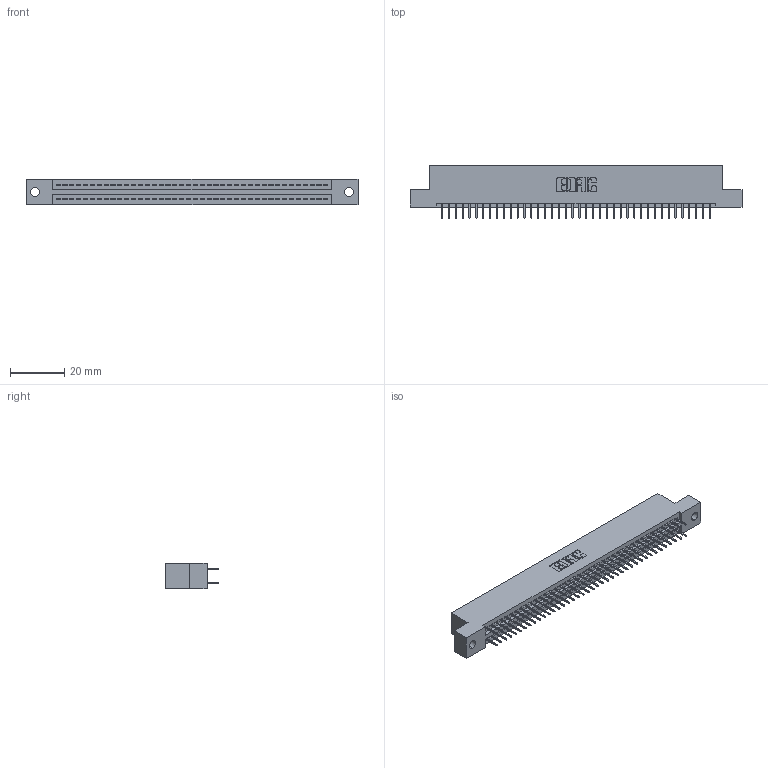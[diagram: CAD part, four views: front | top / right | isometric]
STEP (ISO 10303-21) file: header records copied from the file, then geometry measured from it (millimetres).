
FILE_DESCRIPTION (( 'STEP AP203' ), '1' );
FILE_NAME ('395-080-524-202.STEP', '2018-11-28T03:29:41', ( '' ), ( '' ), 'SwSTEP 2.0', 'SolidWorks 2016', '' );
FILE_SCHEMA (( 'CONFIG_CONTROL_DESIGN' ));
Length unit declared in the file: inch
Products named in the file (3): 345 Part_Flush Mounting Lugs - 0.128 Dia; 395-080-524-202; 345-292-001_345-293-124
Assembly tree (81 placements, depth 2):
  395-080-524-202
    345 Part_Flush Mounting Lugs - 0.128 Dia
    345-292-001_345-293-124  x80
Bounding box: 122.81 x 19.35 x 9.4 mm (x, y, z)
Volume: 11753.5 mm3; surface area: 16742.6 mm2
Topology: 81 solids, 81 shells, 4446 faces, 12581 edges, 8066 vertices
Faces by surface type: plane 3200, cylinder 1246
Entity records: 31731 total; most frequent: CARTESIAN_POINT 5320, ORIENTED_EDGE 5254, DIRECTION 4695, EDGE_CURVE 2627, LINE 2339, VECTOR 2339, VERTEX_POINT 1746, AXIS2_PLACEMENT_3D 1178
